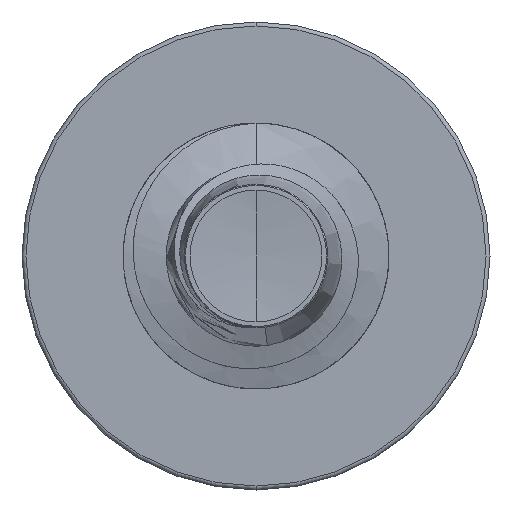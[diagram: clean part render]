
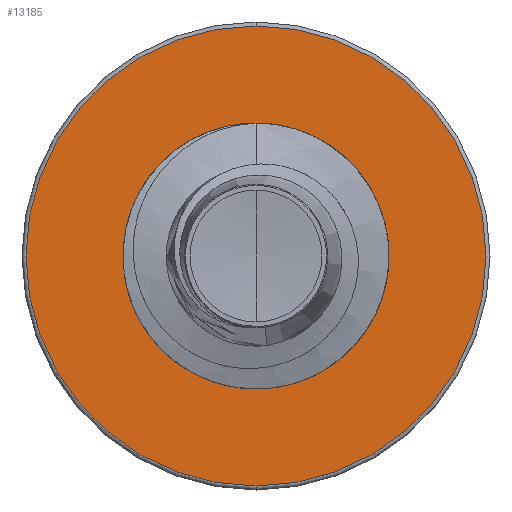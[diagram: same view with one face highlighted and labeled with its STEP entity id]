
A CAD part, front view. The second image highlights one B-rep face of the part: STEP entity #13185.
In plain terms, the highlighted planar face has unit normal (0, -1, 0).
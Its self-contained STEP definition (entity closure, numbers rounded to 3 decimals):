
#887 = ORIENTED_EDGE ( 'NONE', *, *, #25218, .T. ) ;
#927 = DIRECTION ( 'NONE',  ( 0., 0., 1. ) ) ;
#970 = DIRECTION ( 'NONE',  ( 0., 1., 0. ) ) ;
#1004 = CARTESIAN_POINT ( 'NONE',  ( 0., 22.5, 0. ) ) ;
#2152 = AXIS2_PLACEMENT_3D ( 'NONE', #6064, #6022, #6016 ) ;
#2201 = ORIENTED_EDGE ( 'NONE', *, *, #22610, .F. ) ;
#3015 = VERTEX_POINT ( 'NONE', #14411 ) ;
#5642 = FACE_BOUND ( 'NONE', #26911, .T. ) ;
#5812 = EDGE_CURVE ( 'NONE', #26558, #3015, #11641, .T. ) ;
#6016 = DIRECTION ( 'NONE',  ( 0., 0., 1. ) ) ;
#6022 = DIRECTION ( 'NONE',  ( 0., 1., 0. ) ) ;
#6064 = CARTESIAN_POINT ( 'NONE',  ( 0., 22.5, 0. ) ) ;
#6629 = EDGE_CURVE ( 'NONE', #14216, #20032, #15420, .T. ) ;
#8606 = CARTESIAN_POINT ( 'NONE',  ( 0., 22.5, -4.325 ) ) ;
#10746 = CARTESIAN_POINT ( 'NONE',  ( 0., 22.5, 0. ) ) ;
#10764 = PLANE ( 'NONE',  #25895 ) ;
#11312 = CARTESIAN_POINT ( 'NONE',  ( 0., 22.5, 0. ) ) ;
#11379 = EDGE_LOOP ( 'NONE', ( #20196, #2201 ) ) ;
#11641 = CIRCLE ( 'NONE', #2152, 2.415 ) ;
#12614 = CIRCLE ( 'NONE', #24568, 2.415 ) ;
#13126 = DIRECTION ( 'NONE',  ( 0., 0., 1. ) ) ;
#13185 = ADVANCED_FACE ( 'NONE', ( #23032, #5642 ), #10764, .F. ) ;
#13242 = DIRECTION ( 'NONE',  ( 0., 0., 1. ) ) ;
#13646 = DIRECTION ( 'NONE',  ( 0., 0., 1. ) ) ;
#14216 = VERTEX_POINT ( 'NONE', #22812 ) ;
#14357 = CIRCLE ( 'NONE', #19900, 4.325 ) ;
#14411 = CARTESIAN_POINT ( 'NONE',  ( 0., 22.5, 2.415 ) ) ;
#15420 = CIRCLE ( 'NONE', #24484, 4.325 ) ;
#19438 = CARTESIAN_POINT ( 'NONE',  ( 0., 22.5, -2.415 ) ) ;
#19900 = AXIS2_PLACEMENT_3D ( 'NONE', #11312, #25712, #13646 ) ;
#20032 = VERTEX_POINT ( 'NONE', #8606 ) ;
#20149 = ORIENTED_EDGE ( 'NONE', *, *, #5812, .T. ) ;
#20196 = ORIENTED_EDGE ( 'NONE', *, *, #6629, .F. ) ;
#21085 = CARTESIAN_POINT ( 'NONE',  ( 0., 22.5, -2.415 ) ) ;
#22610 = EDGE_CURVE ( 'NONE', #20032, #14216, #14357, .T. ) ;
#22812 = CARTESIAN_POINT ( 'NONE',  ( 0., 22.5, 4.325 ) ) ;
#23032 = FACE_OUTER_BOUND ( 'NONE', #11379, .T. ) ;
#24484 = AXIS2_PLACEMENT_3D ( 'NONE', #1004, #970, #927 ) ;
#24568 = AXIS2_PLACEMENT_3D ( 'NONE', #10746, #25283, #13126 ) ;
#25218 = EDGE_CURVE ( 'NONE', #3015, #26558, #12614, .T. ) ;
#25283 = DIRECTION ( 'NONE',  ( 0., 1., 0. ) ) ;
#25378 = DIRECTION ( 'NONE',  ( 0., 1., 0. ) ) ;
#25712 = DIRECTION ( 'NONE',  ( 0., 1., 0. ) ) ;
#25895 = AXIS2_PLACEMENT_3D ( 'NONE', #19438, #25378, #13242 ) ;
#26558 = VERTEX_POINT ( 'NONE', #21085 ) ;
#26911 = EDGE_LOOP ( 'NONE', ( #887, #20149 ) ) ;
